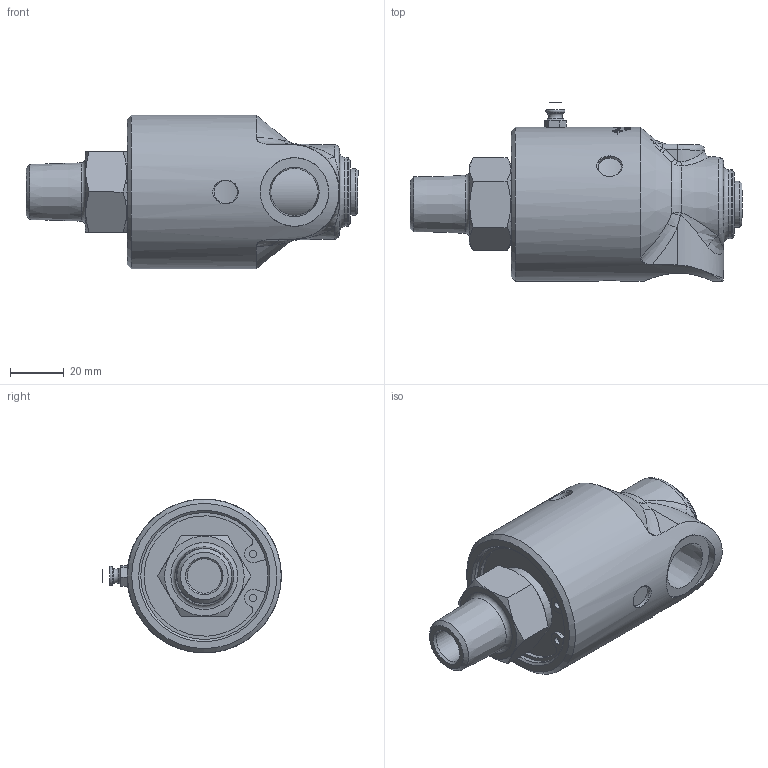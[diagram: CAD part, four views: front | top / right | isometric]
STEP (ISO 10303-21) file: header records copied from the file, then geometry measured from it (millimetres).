
FILE_DESCRIPTION(/* description */ (''),/* implementation_level */ '2;1');
FILE_NAME(/* name */ '157-000-001-IC.stp',/* time_stamp */ '2020-06-04T10:43:09-05:00',/* author */ ('dyurkovich'),/* organization */ (''),/* preprocessor_version */ 'ST-DEVELOPER v18',/* originating_system */ 'Autodesk Inventor 2020',/* authorisation */ '');
FILE_SCHEMA (('AUTOMOTIVE_DESIGN { 1 0 10303 214 3 1 1 }'));
Length unit declared in the file: millimetre
Products named in the file (1): 157-000-001-IC_Shrinkwrap_1
Bounding box: 123.02 x 66.13 x 57 mm (x, y, z)
Volume: 179354.8 mm3; surface area: 24626.9 mm2
Topology: 1 solids, 1 shells, 403 faces, 1056 edges, 696 vertices
Faces by surface type: bspline 189, plane 121, cylinder 61, cone 22, torus 8, sphere 2
Full cylindrical faces by diameter (mm): 2.644 x2, 8.6 x3, 12.7 x1, 25.4 x1, 27.8 x1, 47.07 x1, 57 x1
Entity records: 19008 total; most frequent: CARTESIAN_POINT 9731, ORIENTED_EDGE 2108, DIRECTION 1328, EDGE_CURVE 1054, VERTEX_POINT 696, AXIS2_PLACEMENT_3D 476, EDGE_LOOP 448, B_SPLINE_CURVE_WITH_KNOTS 403
